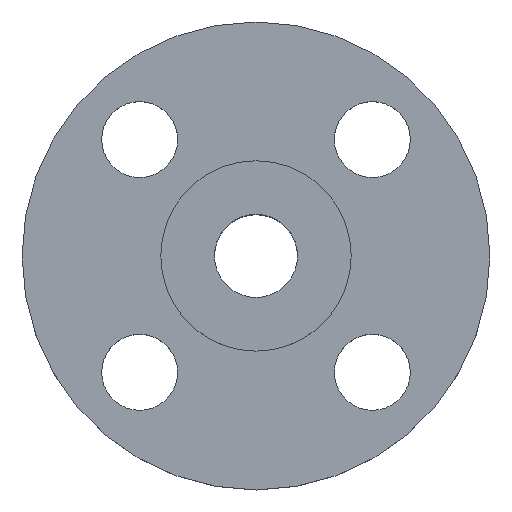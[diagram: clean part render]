
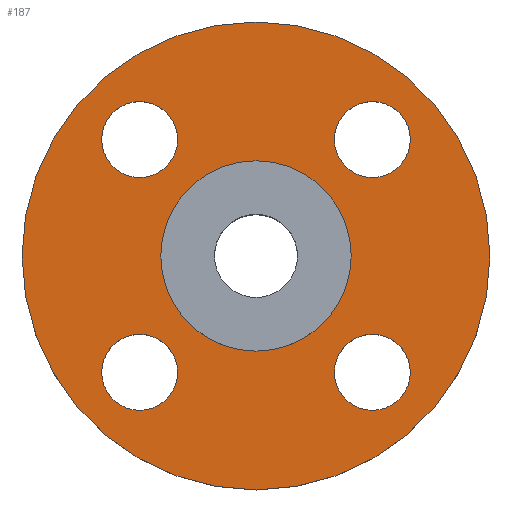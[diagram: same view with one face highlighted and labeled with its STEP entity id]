
A CAD part, top view. The second image highlights one B-rep face of the part: STEP entity #187.
In plain terms, the highlighted planar face has unit normal (0, 0, 1).
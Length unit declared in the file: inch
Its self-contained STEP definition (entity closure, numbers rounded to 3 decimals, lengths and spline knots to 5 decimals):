
#29 = CARTESIAN_POINT ( 'NONE',  ( 1.14905, -1.52405, 0. ) ) ;
#31 = ORIENTED_EDGE ( 'NONE', *, *, #698, .F. ) ;
#36 = DIRECTION ( 'NONE',  ( 0., 1., 0. ) ) ;
#37 = CARTESIAN_POINT ( 'NONE',  ( -0.94, 0., 0. ) ) ;
#43 = CIRCLE ( 'NONE', #397, 0.94 ) ;
#47 = AXIS2_PLACEMENT_3D ( 'NONE', #209, #132, #66 ) ;
#65 = DIRECTION ( 'NONE',  ( 1., 0., 0. ) ) ;
#66 = DIRECTION ( 'NONE',  ( 1., 0., 0. ) ) ;
#69 = CARTESIAN_POINT ( 'NONE',  ( 2.31, 0., 0. ) ) ;
#73 = DIRECTION ( 'NONE',  ( -1., 0., 0. ) ) ;
#76 = CIRCLE ( 'NONE', #530, 0.94 ) ;
#82 = EDGE_LOOP ( 'NONE', ( #453, #748 ) ) ;
#88 = CIRCLE ( 'NONE', #783, 0.375 ) ;
#91 = CARTESIAN_POINT ( 'NONE',  ( 0.94, 0., 0. ) ) ;
#94 = EDGE_CURVE ( 'NONE', #626, #144, #43, .T. ) ;
#99 = DIRECTION ( 'NONE',  ( 0., -1., 0. ) ) ;
#101 = FACE_OUTER_BOUND ( 'NONE', #552, .T. ) ;
#110 = DIRECTION ( 'NONE',  ( -1., 0., 0. ) ) ;
#116 = VERTEX_POINT ( 'NONE', #154 ) ;
#119 = CARTESIAN_POINT ( 'NONE',  ( 0., 0., 0. ) ) ;
#121 = VERTEX_POINT ( 'NONE', #349 ) ;
#123 = VERTEX_POINT ( 'NONE', #460 ) ;
#128 = CARTESIAN_POINT ( 'NONE',  ( -0.77405, -1.14905, 0. ) ) ;
#132 = DIRECTION ( 'NONE',  ( 0., 0., 1. ) ) ;
#138 = DIRECTION ( 'NONE',  ( 0., 0., 1. ) ) ;
#144 = VERTEX_POINT ( 'NONE', #91 ) ;
#153 = EDGE_CURVE ( 'NONE', #514, #577, #716, .T. ) ;
#154 = CARTESIAN_POINT ( 'NONE',  ( 1.52405, 1.14905, 0. ) ) ;
#162 = FACE_BOUND ( 'NONE', #318, .T. ) ;
#166 = DIRECTION ( 'NONE',  ( 1., 0., 0. ) ) ;
#172 = VERTEX_POINT ( 'NONE', #29 ) ;
#185 = DIRECTION ( 'NONE',  ( 0., 0., 1. ) ) ;
#186 = EDGE_LOOP ( 'NONE', ( #429, #387 ) ) ;
#187 = ADVANCED_FACE ( 'NONE', ( #659, #791, #466, #162, #664, #101 ), #351, .T. ) ;
#198 = CIRCLE ( 'NONE', #395, 0.375 ) ;
#200 = DIRECTION ( 'NONE',  ( 0., 0., 1. ) ) ;
#206 = CARTESIAN_POINT ( 'NONE',  ( -1.14905, 1.52405, 0. ) ) ;
#209 = CARTESIAN_POINT ( 'NONE',  ( 1.14905, 1.14905, 0. ) ) ;
#225 = DIRECTION ( 'NONE',  ( 0., 0., 1. ) ) ;
#226 = DIRECTION ( 'NONE',  ( 0., 0., 1. ) ) ;
#230 = CARTESIAN_POINT ( 'NONE',  ( 0., 0., 0. ) ) ;
#240 = ORIENTED_EDGE ( 'NONE', *, *, #734, .F. ) ;
#245 = VERTEX_POINT ( 'NONE', #128 ) ;
#274 = ORIENTED_EDGE ( 'NONE', *, *, #461, .F. ) ;
#288 = CARTESIAN_POINT ( 'NONE',  ( -1.14905, 1.14905, 0. ) ) ;
#289 = CARTESIAN_POINT ( 'NONE',  ( -1.14905, 1.14905, 0. ) ) ;
#293 = CARTESIAN_POINT ( 'NONE',  ( 1.14905, -1.14905, 0. ) ) ;
#299 = CIRCLE ( 'NONE', #662, 0.375 ) ;
#318 = EDGE_LOOP ( 'NONE', ( #240, #422 ) ) ;
#335 = EDGE_CURVE ( 'NONE', #245, #121, #88, .T. ) ;
#349 = CARTESIAN_POINT ( 'NONE',  ( -1.52405, -1.14905, 0. ) ) ;
#351 = PLANE ( 'NONE',  #455 ) ;
#359 = VERTEX_POINT ( 'NONE', #741 ) ;
#361 = EDGE_CURVE ( 'NONE', #144, #626, #76, .T. ) ;
#362 = CARTESIAN_POINT ( 'NONE',  ( 1.14905, -1.14905, 0. ) ) ;
#370 = ORIENTED_EDGE ( 'NONE', *, *, #726, .T. ) ;
#372 = AXIS2_PLACEMENT_3D ( 'NONE', #362, #548, #99 ) ;
#382 = CIRCLE ( 'NONE', #606, 0.375 ) ;
#387 = ORIENTED_EDGE ( 'NONE', *, *, #361, .F. ) ;
#395 = AXIS2_PLACEMENT_3D ( 'NONE', #785, #728, #110 ) ;
#397 = AXIS2_PLACEMENT_3D ( 'NONE', #454, #200, #705 ) ;
#405 = CARTESIAN_POINT ( 'NONE',  ( -1.14905, 0.77405, 0. ) ) ;
#407 = DIRECTION ( 'NONE',  ( 0., 0., 1. ) ) ;
#408 = CARTESIAN_POINT ( 'NONE',  ( 0., 0., 0. ) ) ;
#422 = ORIENTED_EDGE ( 'NONE', *, *, #526, .F. ) ;
#425 = DIRECTION ( 'NONE',  ( 1., 0., 0. ) ) ;
#429 = ORIENTED_EDGE ( 'NONE', *, *, #94, .F. ) ;
#446 = ORIENTED_EDGE ( 'NONE', *, *, #651, .F. ) ;
#453 = ORIENTED_EDGE ( 'NONE', *, *, #598, .F. ) ;
#454 = CARTESIAN_POINT ( 'NONE',  ( 0., 0., 0. ) ) ;
#455 = AXIS2_PLACEMENT_3D ( 'NONE', #230, #469, #731 ) ;
#460 = CARTESIAN_POINT ( 'NONE',  ( 1.14905, -0.77405, 0. ) ) ;
#461 = EDGE_CURVE ( 'NONE', #577, #514, #299, .T. ) ;
#465 = CIRCLE ( 'NONE', #790, 0.375 ) ;
#466 = FACE_BOUND ( 'NONE', #518, .T. ) ;
#469 = DIRECTION ( 'NONE',  ( 0., 0., 1. ) ) ;
#477 = ORIENTED_EDGE ( 'NONE', *, *, #153, .F. ) ;
#497 = ORIENTED_EDGE ( 'NONE', *, *, #768, .T. ) ;
#509 = CARTESIAN_POINT ( 'NONE',  ( -1.14905, -1.14905, 0. ) ) ;
#514 = VERTEX_POINT ( 'NONE', #206 ) ;
#518 = EDGE_LOOP ( 'NONE', ( #477, #274 ) ) ;
#526 = EDGE_CURVE ( 'NONE', #359, #116, #627, .T. ) ;
#527 = CIRCLE ( 'NONE', #647, 2.31 ) ;
#530 = AXIS2_PLACEMENT_3D ( 'NONE', #408, #550, #166 ) ;
#548 = DIRECTION ( 'NONE',  ( 0., 0., 1. ) ) ;
#550 = DIRECTION ( 'NONE',  ( 0., 0., 1. ) ) ;
#552 = EDGE_LOOP ( 'NONE', ( #497, #370 ) ) ;
#554 = CIRCLE ( 'NONE', #372, 0.375 ) ;
#559 = VERTEX_POINT ( 'NONE', #576 ) ;
#575 = DIRECTION ( 'NONE',  ( 0., 0., 1. ) ) ;
#576 = CARTESIAN_POINT ( 'NONE',  ( -2.31, 0., 0. ) ) ;
#577 = VERTEX_POINT ( 'NONE', #405 ) ;
#598 = EDGE_CURVE ( 'NONE', #121, #245, #198, .T. ) ;
#606 = AXIS2_PLACEMENT_3D ( 'NONE', #635, #575, #425 ) ;
#619 = AXIS2_PLACEMENT_3D ( 'NONE', #119, #811, #684 ) ;
#626 = VERTEX_POINT ( 'NONE', #37 ) ;
#627 = CIRCLE ( 'NONE', #47, 0.375 ) ;
#635 = CARTESIAN_POINT ( 'NONE',  ( 1.14905, 1.14905, 0. ) ) ;
#647 = AXIS2_PLACEMENT_3D ( 'NONE', #753, #185, #65 ) ;
#651 = EDGE_CURVE ( 'NONE', #172, #123, #554, .T. ) ;
#658 = DIRECTION ( 'NONE',  ( 0., 1., 0. ) ) ;
#659 = FACE_BOUND ( 'NONE', #704, .T. ) ;
#662 = AXIS2_PLACEMENT_3D ( 'NONE', #289, #225, #658 ) ;
#664 = FACE_BOUND ( 'NONE', #186, .T. ) ;
#684 = DIRECTION ( 'NONE',  ( 1., 0., 0. ) ) ;
#696 = AXIS2_PLACEMENT_3D ( 'NONE', #288, #407, #36 ) ;
#698 = EDGE_CURVE ( 'NONE', #123, #172, #465, .T. ) ;
#704 = EDGE_LOOP ( 'NONE', ( #446, #31 ) ) ;
#705 = DIRECTION ( 'NONE',  ( 1., 0., 0. ) ) ;
#716 = CIRCLE ( 'NONE', #696, 0.375 ) ;
#726 = EDGE_CURVE ( 'NONE', #559, #794, #771, .T. ) ;
#728 = DIRECTION ( 'NONE',  ( 0., 0., 1. ) ) ;
#731 = DIRECTION ( 'NONE',  ( 1., 0., 0. ) ) ;
#732 = DIRECTION ( 'NONE',  ( 0., -1., 0. ) ) ;
#734 = EDGE_CURVE ( 'NONE', #116, #359, #382, .T. ) ;
#741 = CARTESIAN_POINT ( 'NONE',  ( 0.77405, 1.14905, 0. ) ) ;
#748 = ORIENTED_EDGE ( 'NONE', *, *, #335, .F. ) ;
#753 = CARTESIAN_POINT ( 'NONE',  ( 0., 0., 0. ) ) ;
#768 = EDGE_CURVE ( 'NONE', #794, #559, #527, .T. ) ;
#771 = CIRCLE ( 'NONE', #619, 2.31 ) ;
#783 = AXIS2_PLACEMENT_3D ( 'NONE', #509, #138, #73 ) ;
#785 = CARTESIAN_POINT ( 'NONE',  ( -1.14905, -1.14905, 0. ) ) ;
#790 = AXIS2_PLACEMENT_3D ( 'NONE', #293, #226, #732 ) ;
#791 = FACE_BOUND ( 'NONE', #82, .T. ) ;
#794 = VERTEX_POINT ( 'NONE', #69 ) ;
#811 = DIRECTION ( 'NONE',  ( 0., 0., 1. ) ) ;
